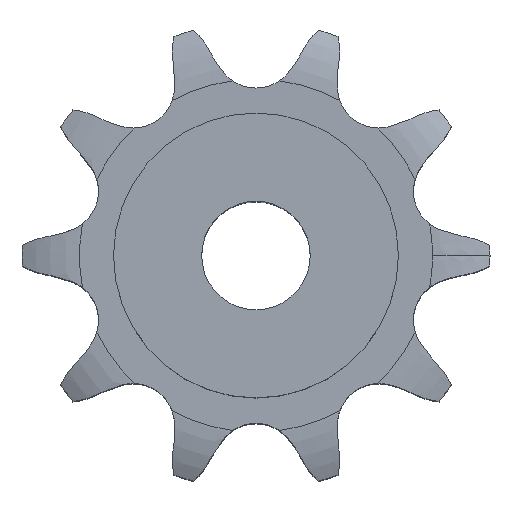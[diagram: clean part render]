
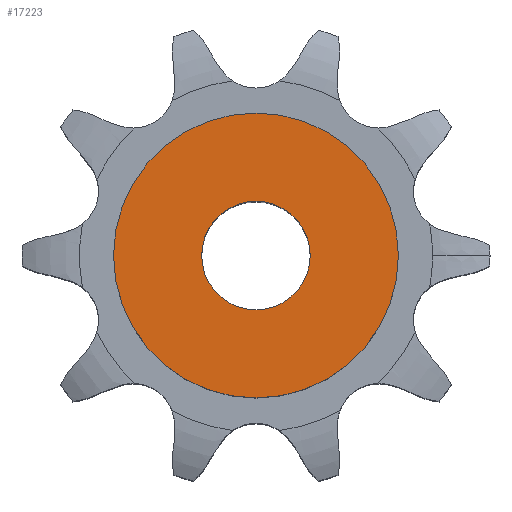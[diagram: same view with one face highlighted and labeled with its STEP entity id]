
A CAD part, top view. The second image highlights one B-rep face of the part: STEP entity #17223.
In plain terms, the highlighted planar face has unit normal (0, 0, 1).
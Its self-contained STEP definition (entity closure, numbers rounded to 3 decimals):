
#9362 = CYLINDRICAL_SURFACE('',#9363,8.);
#9363 = AXIS2_PLACEMENT_3D('',#9364,#9365,#9366);
#9364 = CARTESIAN_POINT('',(0.,0.,131.444));
#9365 = DIRECTION('',(0.,0.,1.));
#9366 = DIRECTION('',(1.,0.,0.));
#11874 = EDGE_CURVE('',#11875,#11875,#11877,.T.);
#11875 = VERTEX_POINT('',#11876);
#11876 = CARTESIAN_POINT('',(8.,0.,65.));
#11877 = SURFACE_CURVE('',#11878,(#11883,#11890),.PCURVE_S1.);
#11878 = CIRCLE('',#11879,8.);
#11879 = AXIS2_PLACEMENT_3D('',#11880,#11881,#11882);
#11880 = CARTESIAN_POINT('',(0.,0.,65.));
#11881 = DIRECTION('',(0.,0.,1.));
#11882 = DIRECTION('',(1.,0.,0.));
#11883 = PCURVE('',#9362,#11884);
#11884 = DEFINITIONAL_REPRESENTATION('',(#11885),#11889);
#11885 = LINE('',#11886,#11887);
#11886 = CARTESIAN_POINT('',(0.,-66.444));
#11887 = VECTOR('',#11888,1.);
#11888 = DIRECTION('',(1.,0.));
#11889 = ( GEOMETRIC_REPRESENTATION_CONTEXT(2) 
PARAMETRIC_REPRESENTATION_CONTEXT() REPRESENTATION_CONTEXT('2D SPACE',''
  ) );
#11890 = PCURVE('',#11891,#11896);
#11891 = PLANE('',#11892);
#11892 = AXIS2_PLACEMENT_3D('',#11893,#11894,#11895);
#11893 = CARTESIAN_POINT('',(0.,0.,65.)
  );
#11894 = DIRECTION('',(0.,0.,1.));
#11895 = DIRECTION('',(1.,0.,0.));
#11896 = DEFINITIONAL_REPRESENTATION('',(#11897),#11901);
#11897 = CIRCLE('',#11898,8.);
#11898 = AXIS2_PLACEMENT_2D('',#11899,#11900);
#11899 = CARTESIAN_POINT('',(0.,0.));
#11900 = DIRECTION('',(1.,0.));
#11901 = ( GEOMETRIC_REPRESENTATION_CONTEXT(2) 
PARAMETRIC_REPRESENTATION_CONTEXT() REPRESENTATION_CONTEXT('2D SPACE',''
  ) );
#17223 = ADVANCED_FACE('',(#17224,#17255),#11891,.T.);
#17224 = FACE_BOUND('',#17225,.T.);
#17225 = EDGE_LOOP('',(#17226));
#17226 = ORIENTED_EDGE('',*,*,#17227,.T.);
#17227 = EDGE_CURVE('',#17228,#17228,#17230,.T.);
#17228 = VERTEX_POINT('',#17229);
#17229 = CARTESIAN_POINT('',(21.,0.,65.));
#17230 = SURFACE_CURVE('',#17231,(#17236,#17243),.PCURVE_S1.);
#17231 = CIRCLE('',#17232,21.);
#17232 = AXIS2_PLACEMENT_3D('',#17233,#17234,#17235);
#17233 = CARTESIAN_POINT('',(0.,0.,65.));
#17234 = DIRECTION('',(0.,0.,1.));
#17235 = DIRECTION('',(1.,0.,0.));
#17236 = PCURVE('',#11891,#17237);
#17237 = DEFINITIONAL_REPRESENTATION('',(#17238),#17242);
#17238 = CIRCLE('',#17239,21.);
#17239 = AXIS2_PLACEMENT_2D('',#17240,#17241);
#17240 = CARTESIAN_POINT('',(0.,0.));
#17241 = DIRECTION('',(1.,0.));
#17242 = ( GEOMETRIC_REPRESENTATION_CONTEXT(2) 
PARAMETRIC_REPRESENTATION_CONTEXT() REPRESENTATION_CONTEXT('2D SPACE',''
  ) );
#17243 = PCURVE('',#17244,#17249);
#17244 = CYLINDRICAL_SURFACE('',#17245,21.);
#17245 = AXIS2_PLACEMENT_3D('',#17246,#17247,#17248);
#17246 = CARTESIAN_POINT('',(0.,0.,0.));
#17247 = DIRECTION('',(-0.,-0.,-1.));
#17248 = DIRECTION('',(1.,0.,0.));
#17249 = DEFINITIONAL_REPRESENTATION('',(#17250),#17254);
#17250 = LINE('',#17251,#17252);
#17251 = CARTESIAN_POINT('',(-0.,-65.));
#17252 = VECTOR('',#17253,1.);
#17253 = DIRECTION('',(-1.,0.));
#17254 = ( GEOMETRIC_REPRESENTATION_CONTEXT(2) 
PARAMETRIC_REPRESENTATION_CONTEXT() REPRESENTATION_CONTEXT('2D SPACE',''
  ) );
#17255 = FACE_BOUND('',#17256,.T.);
#17256 = EDGE_LOOP('',(#17257));
#17257 = ORIENTED_EDGE('',*,*,#11874,.F.);
